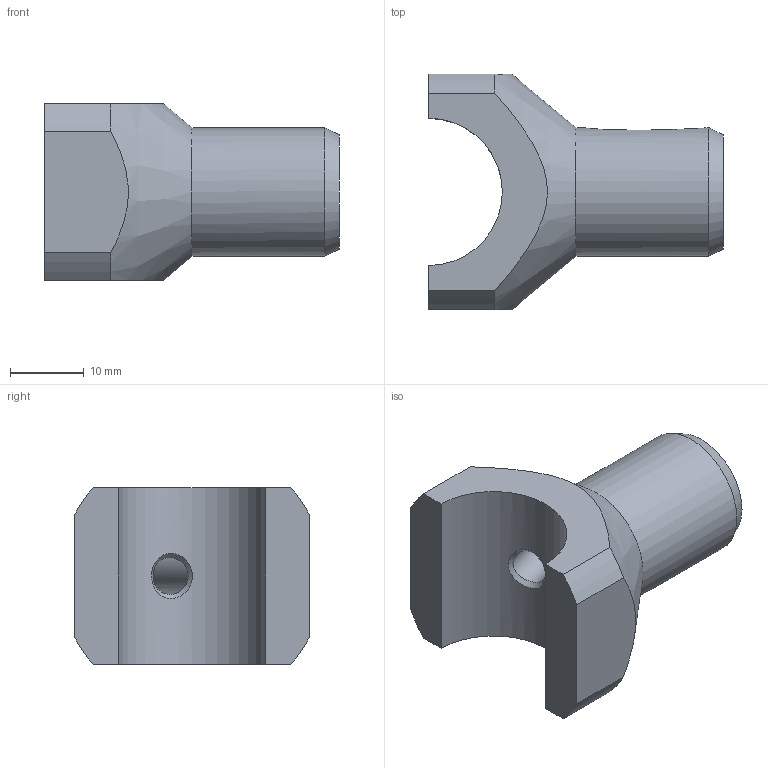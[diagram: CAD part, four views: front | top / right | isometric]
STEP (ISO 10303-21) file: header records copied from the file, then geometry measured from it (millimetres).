
FILE_DESCRIPTION(/* description */ (''),/* implementation_level */ '2;1');
FILE_NAME(/* name */ 'Connecteur_tubes.stp',/* time_stamp */ '2021-08-16T14:06:28+02:00',/* author */ (''),/* organization */ (''),/* preprocessor_version */ 'ST-DEVELOPER v16.7',/* originating_system */ 'SIEMENS PLM Software NX 12.0',/* authorisation */ '');
FILE_SCHEMA (('AUTOMOTIVE_DESIGN { 1 0 10303 214 3 1 1 1 }'));
Length unit declared in the file: millimetre
Products named in the file (1): Connecteur_tubes
Bounding box: 40 x 32 x 24 mm (x, y, z)
Volume: 13103.4 mm3; surface area: 4262.4 mm2
Topology: 1 solids, 1 shells, 17 faces, 45 edges, 29 vertices
Faces by surface type: cylinder 7, plane 7, cone 2, bspline 1
Full cylindrical faces by diameter (mm): 5 x1, 17.5 x1
Entity records: 642 total; most frequent: CARTESIAN_POINT 238, DIRECTION 76, ORIENTED_EDGE 74, EDGE_CURVE 37, AXIS2_PLACEMENT_3D 30, VERTEX_POINT 26, EDGE_LOOP 23, ADVANCED_FACE 17
